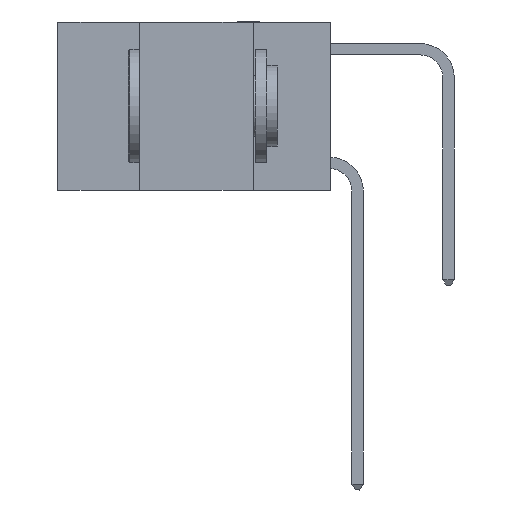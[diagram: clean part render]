
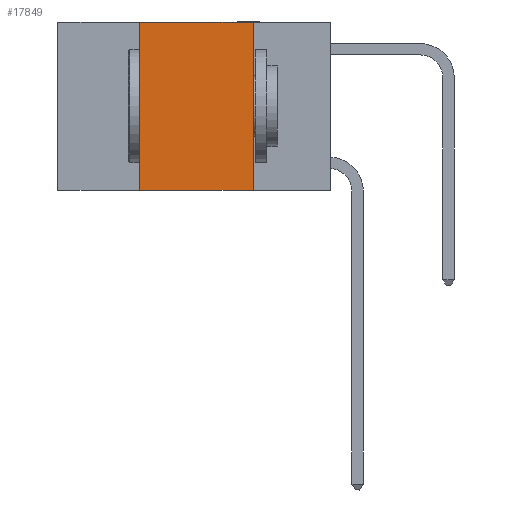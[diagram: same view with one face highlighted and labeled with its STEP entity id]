
A CAD part, left-side view. The second image highlights one B-rep face of the part: STEP entity #17849.
In plain terms, the highlighted planar face has unit normal (-1, 0, 0).
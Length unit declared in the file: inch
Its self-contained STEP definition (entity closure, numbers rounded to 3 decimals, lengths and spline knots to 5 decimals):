
#204 = CARTESIAN_POINT ( 'NONE',  ( 0., 0.6, 0. ) ) ;
#1150 = EDGE_CURVE ( 'NONE', #11607, #4835, #11153, .T. ) ;
#3441 = ORIENTED_EDGE ( 'NONE', *, *, #30240, .F. ) ;
#4835 = VERTEX_POINT ( 'NONE', #18177 ) ;
#4976 = VECTOR ( 'NONE', #12423, 39.37008 ) ;
#5628 = VECTOR ( 'NONE', #21178, 39.37008 ) ;
#6346 = VECTOR ( 'NONE', #29835, 39.37008 ) ;
#7303 = DIRECTION ( 'NONE',  ( 1., 0., 0. ) ) ;
#9295 = CARTESIAN_POINT ( 'NONE',  ( 0., 0.17, 0. ) ) ;
#10520 = CARTESIAN_POINT ( 'NONE',  ( 0., 0.17, 0. ) ) ;
#11153 = LINE ( 'NONE', #13661, #5628 ) ;
#11607 = VERTEX_POINT ( 'NONE', #13783 ) ;
#11986 = ORIENTED_EDGE ( 'NONE', *, *, #1150, .F. ) ;
#12037 = CARTESIAN_POINT ( 'NONE',  ( 0., 0.17, -0.37 ) ) ;
#12317 = ORIENTED_EDGE ( 'NONE', *, *, #29897, .T. ) ;
#12423 = DIRECTION ( 'NONE',  ( 0., -1., 0. ) ) ;
#12737 = VERTEX_POINT ( 'NONE', #12037 ) ;
#12872 = LINE ( 'NONE', #10520, #6346 ) ;
#13661 = CARTESIAN_POINT ( 'NONE',  ( 0., 0.42, 0. ) ) ;
#13783 = CARTESIAN_POINT ( 'NONE',  ( 0., 0.42, -0.37 ) ) ;
#14191 = PLANE ( 'NONE',  #25103 ) ;
#15979 = VECTOR ( 'NONE', #27058, 39.37008 ) ;
#17014 = LINE ( 'NONE', #17483, #15979 ) ;
#17016 = DIRECTION ( 'NONE',  ( 0., 0., -1. ) ) ;
#17483 = CARTESIAN_POINT ( 'NONE',  ( 0., 0.6, -0.37 ) ) ;
#17849 = ADVANCED_FACE ( 'NONE', ( #28634 ), #14191, .F. ) ;
#18177 = CARTESIAN_POINT ( 'NONE',  ( 0., 0.42, 0. ) ) ;
#19502 = VERTEX_POINT ( 'NONE', #9295 ) ;
#21178 = DIRECTION ( 'NONE',  ( 0., 0., 1. ) ) ;
#21810 = ORIENTED_EDGE ( 'NONE', *, *, #27060, .F. ) ;
#21980 = LINE ( 'NONE', #204, #4976 ) ;
#23727 = EDGE_LOOP ( 'NONE', ( #21810, #3441, #11986, #12317 ) ) ;
#25103 = AXIS2_PLACEMENT_3D ( 'NONE', #25964, #7303, #17016 ) ;
#25964 = CARTESIAN_POINT ( 'NONE',  ( 0., 0.6, 0. ) ) ;
#27058 = DIRECTION ( 'NONE',  ( 0., -1., 0. ) ) ;
#27060 = EDGE_CURVE ( 'NONE', #19502, #12737, #12872, .T. ) ;
#28634 = FACE_OUTER_BOUND ( 'NONE', #23727, .T. ) ;
#29835 = DIRECTION ( 'NONE',  ( 0., 0., -1. ) ) ;
#29897 = EDGE_CURVE ( 'NONE', #11607, #12737, #17014, .T. ) ;
#30240 = EDGE_CURVE ( 'NONE', #4835, #19502, #21980, .T. ) ;
